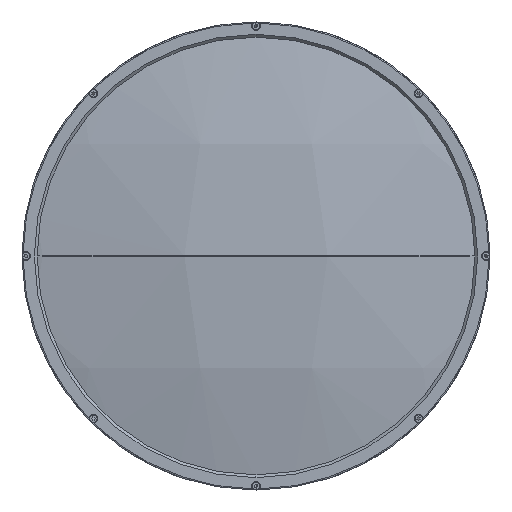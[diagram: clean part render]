
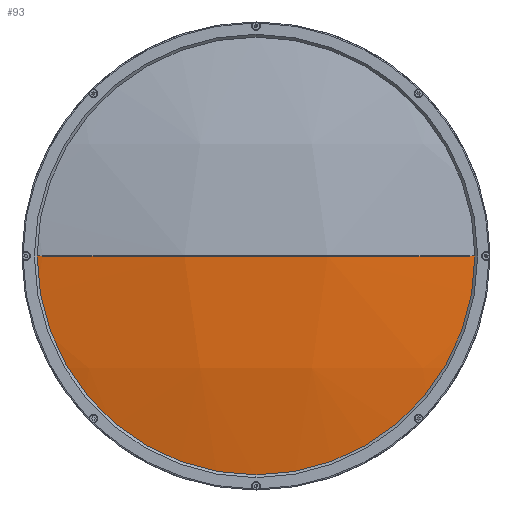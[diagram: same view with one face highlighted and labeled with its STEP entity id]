
A CAD part, left-side view. The second image highlights one B-rep face of the part: STEP entity #93.
In plain terms, the highlighted spherical face has radius 900 mm.
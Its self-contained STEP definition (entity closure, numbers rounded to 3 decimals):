
#22 = FACE_OUTER_BOUND ( 'NONE', #8086, .T. ) ;
#93 = ADVANCED_FACE ( 'NONE', ( #22 ), #2634, .T. ) ;
#486 = DIRECTION ( 'NONE',  ( 0., -1., 0. ) ) ;
#589 = VERTEX_POINT ( 'NONE', #7834 ) ;
#758 = DIRECTION ( 'NONE',  ( 0., 0., -1. ) ) ;
#892 = CARTESIAN_POINT ( 'NONE',  ( -873.048, -190., 0. ) ) ;
#951 = CIRCLE ( 'NONE', #10457, 879.716 ) ;
#1005 = AXIS2_PLACEMENT_3D ( 'NONE', #6647, #6457, #10241 ) ;
#1124 = ORIENTED_EDGE ( 'NONE', *, *, #9238, .T. ) ;
#1260 = CIRCLE ( 'NONE', #8179, 900. ) ;
#1855 = AXIS2_PLACEMENT_3D ( 'NONE', #7148, #7391, #2444 ) ;
#1884 = EDGE_CURVE ( 'NONE', #8634, #3489, #951, .T. ) ;
#2055 = ORIENTED_EDGE ( 'NONE', *, *, #6549, .F. ) ;
#2061 = CARTESIAN_POINT ( 'NONE',  ( 6.668, 0., 0. ) ) ;
#2444 = DIRECTION ( 'NONE',  ( 0., 0., 1. ) ) ;
#2584 = CARTESIAN_POINT ( 'NONE',  ( 6.668, 190., 0. ) ) ;
#2603 = CARTESIAN_POINT ( 'NONE',  ( -873.048, 190., 0. ) ) ;
#2634 = SPHERICAL_SURFACE ( 'NONE', #1005, 900. ) ;
#3079 = VERTEX_POINT ( 'NONE', #7605 ) ;
#3291 = EDGE_CURVE ( 'NONE', #589, #7782, #10966, .T. ) ;
#3394 = CIRCLE ( 'NONE', #10317, 900. ) ;
#3489 = VERTEX_POINT ( 'NONE', #2603 ) ;
#3499 = DIRECTION ( 'NONE',  ( -1., 0., 0. ) ) ;
#4046 = DIRECTION ( 'NONE',  ( 0., 0., 1. ) ) ;
#4159 = DIRECTION ( 'NONE',  ( 0., 0., 1. ) ) ;
#4427 = CARTESIAN_POINT ( 'NONE',  ( 6.668, 0., 0. ) ) ;
#4485 = DIRECTION ( 'NONE',  ( 0., 0., 1. ) ) ;
#4694 = ORIENTED_EDGE ( 'NONE', *, *, #3291, .F. ) ;
#5168 = ORIENTED_EDGE ( 'NONE', *, *, #8730, .T. ) ;
#5205 = CIRCLE ( 'NONE', #11754, 900. ) ;
#5698 = DIRECTION ( 'NONE',  ( -1., 0., 0. ) ) ;
#6023 = DIRECTION ( 'NONE',  ( 0., 1., 0. ) ) ;
#6457 = DIRECTION ( 'NONE',  ( 0., 0., -1. ) ) ;
#6518 = CARTESIAN_POINT ( 'NONE',  ( -873.048, 190., 0. ) ) ;
#6549 = EDGE_CURVE ( 'NONE', #3489, #589, #3394, .T. ) ;
#6647 = CARTESIAN_POINT ( 'NONE',  ( 6.668, 0., 0. ) ) ;
#6676 = VERTEX_POINT ( 'NONE', #9920 ) ;
#6799 = AXIS2_PLACEMENT_3D ( 'NONE', #7774, #6023, #4159 ) ;
#7148 = CARTESIAN_POINT ( 'NONE',  ( -871.056, 0., 0. ) ) ;
#7391 = DIRECTION ( 'NONE',  ( -1., 0., 0. ) ) ;
#7525 = ORIENTED_EDGE ( 'NONE', *, *, #8628, .F. ) ;
#7605 = CARTESIAN_POINT ( 'NONE',  ( -871.056, 198.999, 0. ) ) ;
#7774 = CARTESIAN_POINT ( 'NONE',  ( 6.668, -190., 0. ) ) ;
#7782 = VERTEX_POINT ( 'NONE', #892 ) ;
#7834 = CARTESIAN_POINT ( 'NONE',  ( -873.048, -190., 0. ) ) ;
#8086 = EDGE_LOOP ( 'NONE', ( #1124, #5168, #4694, #2055, #12153, #7525 ) ) ;
#8109 = DIRECTION ( 'NONE',  ( 0., 0., -1. ) ) ;
#8179 = AXIS2_PLACEMENT_3D ( 'NONE', #12000, #758, #3499 ) ;
#8218 = DIRECTION ( 'NONE',  ( 1., 0., 0. ) ) ;
#8628 = EDGE_CURVE ( 'NONE', #3079, #8634, #5205, .T. ) ;
#8634 = VERTEX_POINT ( 'NONE', #6518 ) ;
#8730 = EDGE_CURVE ( 'NONE', #6676, #7782, #1260, .T. ) ;
#9238 = EDGE_CURVE ( 'NONE', #3079, #6676, #10366, .T. ) ;
#9920 = CARTESIAN_POINT ( 'NONE',  ( -871.056, -198.999, 0. ) ) ;
#10241 = DIRECTION ( 'NONE',  ( 0., 1., 0. ) ) ;
#10317 = AXIS2_PLACEMENT_3D ( 'NONE', #2061, #4046, #5698 ) ;
#10366 = CIRCLE ( 'NONE', #1855, 198.999 ) ;
#10457 = AXIS2_PLACEMENT_3D ( 'NONE', #2584, #486, #8109 ) ;
#10966 = CIRCLE ( 'NONE', #6799, 879.716 ) ;
#11754 = AXIS2_PLACEMENT_3D ( 'NONE', #4427, #4485, #8218 ) ;
#12000 = CARTESIAN_POINT ( 'NONE',  ( 6.668, 0., 0. ) ) ;
#12153 = ORIENTED_EDGE ( 'NONE', *, *, #1884, .F. ) ;
